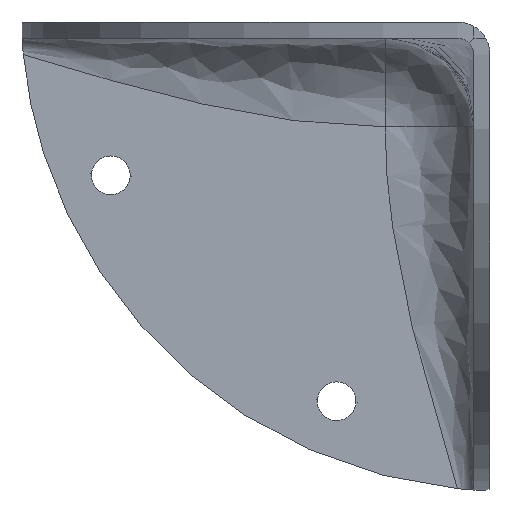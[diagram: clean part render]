
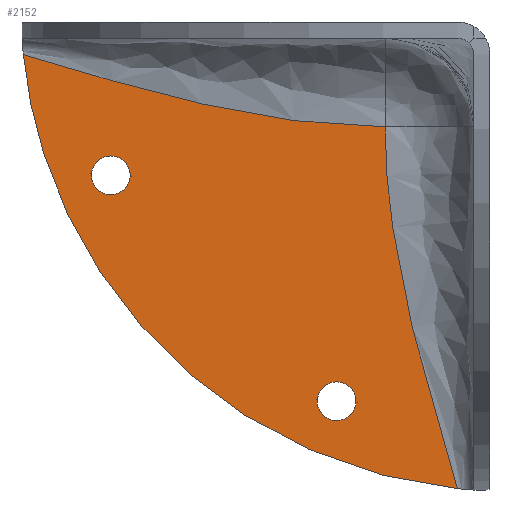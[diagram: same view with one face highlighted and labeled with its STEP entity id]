
A CAD part, left-side view. The second image highlights one B-rep face of the part: STEP entity #2152.
In plain terms, the highlighted free-form (B-spline) face has degree [1, 1] with [2, 2] control points.
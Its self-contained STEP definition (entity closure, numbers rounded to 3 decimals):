
#426=CARTESIAN_POINT('',(-1.0,23.5,20.7));
#427=VERTEX_POINT('',#426);
#428=CARTESIAN_POINT('',(-1.,24.696,19.594));
#429=VERTEX_POINT('',#428);
#430=CARTESIAN_POINT('',(-1.0,23.5,20.7));
#431=CARTESIAN_POINT('',(-1.0,24.609,20.7));
#432=CARTESIAN_POINT('',(-1.,24.696,19.594));
#440=(BOUNDED_CURVE()B_SPLINE_CURVE(2,(#430,#431,#432),.UNSPECIFIED.,.F.,.U.)B_SPLINE_CURVE_WITH_KNOTS((3,3),(0.0,0.236),.UNSPECIFIED.)CURVE()GEOMETRIC_REPRESENTATION_ITEM()RATIONAL_B_SPLINE_CURVE((1.0,0.723,0.97))REPRESENTATION_ITEM(''));
#441=EDGE_CURVE('',#427,#429,#440,.T.);
#482=CARTESIAN_POINT('',(-1.,22.304,19.406));
#483=VERTEX_POINT('',#482);
#489=CARTESIAN_POINT('',(-1.,22.304,19.406));
#490=CARTESIAN_POINT('',(-1.0,22.3,19.453));
#491=CARTESIAN_POINT('',(-1.0,22.3,19.5));
#492=CARTESIAN_POINT('',(-1.0,22.3,20.7));
#493=CARTESIAN_POINT('',(-1.0,23.5,20.7));
#501=(BOUNDED_CURVE()B_SPLINE_CURVE(2,(#489,#490,#491,#492,#493),.UNSPECIFIED.,.F.,.U.)B_SPLINE_CURVE_WITH_KNOTS((3,2,3),(0.736,0.75,1.0),.UNSPECIFIED.)CURVE()GEOMETRIC_REPRESENTATION_ITEM()RATIONAL_B_SPLINE_CURVE((0.97,0.984,1.0,0.707,1.0))REPRESENTATION_ITEM(''));
#502=EDGE_CURVE('',#483,#427,#501,.T.);
#525=CARTESIAN_POINT('',(-1.0,23.5,18.3));
#526=VERTEX_POINT('',#525);
#527=CARTESIAN_POINT('',(-1.,24.696,19.594));
#528=CARTESIAN_POINT('',(-1.0,24.7,19.547));
#529=CARTESIAN_POINT('',(-1.0,24.7,19.5));
#530=CARTESIAN_POINT('',(-1.0,24.7,18.3));
#531=CARTESIAN_POINT('',(-1.0,23.5,18.3));
#539=(BOUNDED_CURVE()B_SPLINE_CURVE(2,(#527,#528,#529,#530,#531),.UNSPECIFIED.,.F.,.U.)B_SPLINE_CURVE_WITH_KNOTS((3,2,3),(0.236,0.25,0.5),.UNSPECIFIED.)CURVE()GEOMETRIC_REPRESENTATION_ITEM()RATIONAL_B_SPLINE_CURVE((0.97,0.984,1.0,0.707,1.0))REPRESENTATION_ITEM(''));
#540=EDGE_CURVE('',#429,#526,#539,.T.);
#542=CARTESIAN_POINT('',(-1.0,23.5,18.3));
#543=CARTESIAN_POINT('',(-1.0,22.391,18.3));
#544=CARTESIAN_POINT('',(-1.,22.304,19.406));
#552=(BOUNDED_CURVE()B_SPLINE_CURVE(2,(#542,#543,#544),.UNSPECIFIED.,.F.,.U.)B_SPLINE_CURVE_WITH_KNOTS((3,3),(0.5,0.736),.UNSPECIFIED.)CURVE()GEOMETRIC_REPRESENTATION_ITEM()RATIONAL_B_SPLINE_CURVE((1.0,0.723,0.97))REPRESENTATION_ITEM(''));
#553=EDGE_CURVE('',#526,#483,#552,.T.);
#608=CARTESIAN_POINT('',(-1.0,9.5,6.7));
#609=VERTEX_POINT('',#608);
#610=CARTESIAN_POINT('',(-1.,10.696,5.594));
#611=VERTEX_POINT('',#610);
#612=CARTESIAN_POINT('',(-1.0,9.5,6.7));
#613=CARTESIAN_POINT('',(-1.0,10.609,6.7));
#614=CARTESIAN_POINT('',(-1.,10.696,5.594));
#622=(BOUNDED_CURVE()B_SPLINE_CURVE(2,(#612,#613,#614),.UNSPECIFIED.,.F.,.U.)B_SPLINE_CURVE_WITH_KNOTS((3,3),(0.0,0.236),.UNSPECIFIED.)CURVE()GEOMETRIC_REPRESENTATION_ITEM()RATIONAL_B_SPLINE_CURVE((1.0,0.723,0.97))REPRESENTATION_ITEM(''));
#623=EDGE_CURVE('',#609,#611,#622,.T.);
#664=CARTESIAN_POINT('',(-1.,8.304,5.406));
#665=VERTEX_POINT('',#664);
#671=CARTESIAN_POINT('',(-1.,8.304,5.406));
#672=CARTESIAN_POINT('',(-1.0,8.3,5.453));
#673=CARTESIAN_POINT('',(-1.0,8.3,5.5));
#674=CARTESIAN_POINT('',(-1.0,8.3,6.7));
#675=CARTESIAN_POINT('',(-1.0,9.5,6.7));
#683=(BOUNDED_CURVE()B_SPLINE_CURVE(2,(#671,#672,#673,#674,#675),.UNSPECIFIED.,.F.,.U.)B_SPLINE_CURVE_WITH_KNOTS((3,2,3),(0.736,0.75,1.0),.UNSPECIFIED.)CURVE()GEOMETRIC_REPRESENTATION_ITEM()RATIONAL_B_SPLINE_CURVE((0.97,0.984,1.0,0.707,1.0))REPRESENTATION_ITEM(''));
#684=EDGE_CURVE('',#665,#609,#683,.T.);
#707=CARTESIAN_POINT('',(-1.0,9.5,4.3));
#708=VERTEX_POINT('',#707);
#709=CARTESIAN_POINT('',(-1.,10.696,5.594));
#710=CARTESIAN_POINT('',(-1.0,10.7,5.547));
#711=CARTESIAN_POINT('',(-1.0,10.7,5.5));
#712=CARTESIAN_POINT('',(-1.0,10.7,4.3));
#713=CARTESIAN_POINT('',(-1.0,9.5,4.3));
#721=(BOUNDED_CURVE()B_SPLINE_CURVE(2,(#709,#710,#711,#712,#713),.UNSPECIFIED.,.F.,.U.)B_SPLINE_CURVE_WITH_KNOTS((3,2,3),(0.236,0.25,0.5),.UNSPECIFIED.)CURVE()GEOMETRIC_REPRESENTATION_ITEM()RATIONAL_B_SPLINE_CURVE((0.97,0.984,1.0,0.707,1.0))REPRESENTATION_ITEM(''));
#722=EDGE_CURVE('',#611,#708,#721,.T.);
#724=CARTESIAN_POINT('',(-1.0,9.5,4.3));
#725=CARTESIAN_POINT('',(-1.0,8.391,4.3));
#726=CARTESIAN_POINT('',(-1.,8.304,5.406));
#734=(BOUNDED_CURVE()B_SPLINE_CURVE(2,(#724,#725,#726),.UNSPECIFIED.,.F.,.U.)B_SPLINE_CURVE_WITH_KNOTS((3,3),(0.5,0.736),.UNSPECIFIED.)CURVE()GEOMETRIC_REPRESENTATION_ITEM()RATIONAL_B_SPLINE_CURVE((1.0,0.723,0.97))REPRESENTATION_ITEM(''));
#735=EDGE_CURVE('',#708,#665,#734,.T.);
#1511=CARTESIAN_POINT('',(-1.0,28.916,26.975));
#1512=VERTEX_POINT('',#1511);
#1530=CARTESIAN_POINT('',(-1.0,6.5,22.5));
#1531=VERTEX_POINT('',#1530);
#1532=CARTESIAN_POINT('',(-1.0,6.5,22.5));
#1533=CARTESIAN_POINT('',(-1.0,13.972,22.5));
#1534=CARTESIAN_POINT('',(-1.0,21.444,24.733));
#1535=CARTESIAN_POINT('',(-1.0,28.916,26.975));
#1536=B_SPLINE_CURVE_WITH_KNOTS('',3,(#1532,#1533,#1534,#1535),.UNSPECIFIED.,.F.,.U.,(4,4),(0.132,1.),.UNSPECIFIED.);
#1537=EDGE_CURVE('',#1531,#1512,#1536,.T.);
#1695=CARTESIAN_POINT('',(-1.0,2.025,0.084));
#1696=VERTEX_POINT('',#1695);
#1697=CARTESIAN_POINT('',(-1.0,2.025,0.084));
#1698=CARTESIAN_POINT('',(-1.0,4.267,7.556));
#1699=CARTESIAN_POINT('',(-1.0,6.5,15.028));
#1700=CARTESIAN_POINT('',(-1.0,6.5,22.5));
#1701=B_SPLINE_CURVE_WITH_KNOTS('',3,(#1697,#1698,#1699,#1700),.UNSPECIFIED.,.F.,.U.,(4,4),(0.0,0.868),.UNSPECIFIED.);
#1702=EDGE_CURVE('',#1696,#1531,#1701,.T.);
#1866=CARTESIAN_POINT('',(-1.0,2.025,0.084));
#1867=CARTESIAN_POINT('',(-1.0,26.488,2.512));
#1868=CARTESIAN_POINT('',(-1.0,28.916,26.975));
#1876=(BOUNDED_CURVE()B_SPLINE_CURVE(2,(#1866,#1867,#1868),.UNSPECIFIED.,.F.,.U.)CURVE()GEOMETRIC_REPRESENTATION_ITEM()QUASI_UNIFORM_CURVE()RATIONAL_B_SPLINE_CURVE((1.0,0.773,1.0))REPRESENTATION_ITEM(''));
#1877=EDGE_CURVE('',#1696,#1512,#1876,.T.);
#2130=CARTESIAN_POINT('',(-1.0,0.682,-1.259));
#2131=CARTESIAN_POINT('',(-1.0,30.259,-1.259));
#2132=CARTESIAN_POINT('',(-1.0,0.682,28.318));
#2133=CARTESIAN_POINT('',(-1.0,30.259,28.318));
#2134=B_SPLINE_SURFACE_WITH_KNOTS('',1,1,((#2130,#2132),(#2131,#2133)),.UNSPECIFIED.,.F.,.F.,.U.,(2,2),(2,2),(0.0,29.577),(0.0,29.577),.UNSPECIFIED.);
#2135=ORIENTED_EDGE('',*,*,#1702,.T.);
#2136=ORIENTED_EDGE('',*,*,#1537,.T.);
#2137=ORIENTED_EDGE('',*,*,#1877,.F.);
#2138=EDGE_LOOP('',(#2135,#2136,#2137));
#2139=FACE_OUTER_BOUND('',#2138,.T.);
#2140=ORIENTED_EDGE('',*,*,#735,.F.);
#2141=ORIENTED_EDGE('',*,*,#722,.F.);
#2142=ORIENTED_EDGE('',*,*,#623,.F.);
#2143=ORIENTED_EDGE('',*,*,#684,.F.);
#2144=EDGE_LOOP('',(#2140,#2141,#2142,#2143));
#2145=FACE_BOUND('',#2144,.T.);
#2146=ORIENTED_EDGE('',*,*,#553,.F.);
#2147=ORIENTED_EDGE('',*,*,#540,.F.);
#2148=ORIENTED_EDGE('',*,*,#441,.F.);
#2149=ORIENTED_EDGE('',*,*,#502,.F.);
#2150=EDGE_LOOP('',(#2146,#2147,#2148,#2149));
#2151=FACE_BOUND('',#2150,.T.);
#2152=ADVANCED_FACE('',(#2139,#2145,#2151),#2134,.F.);
